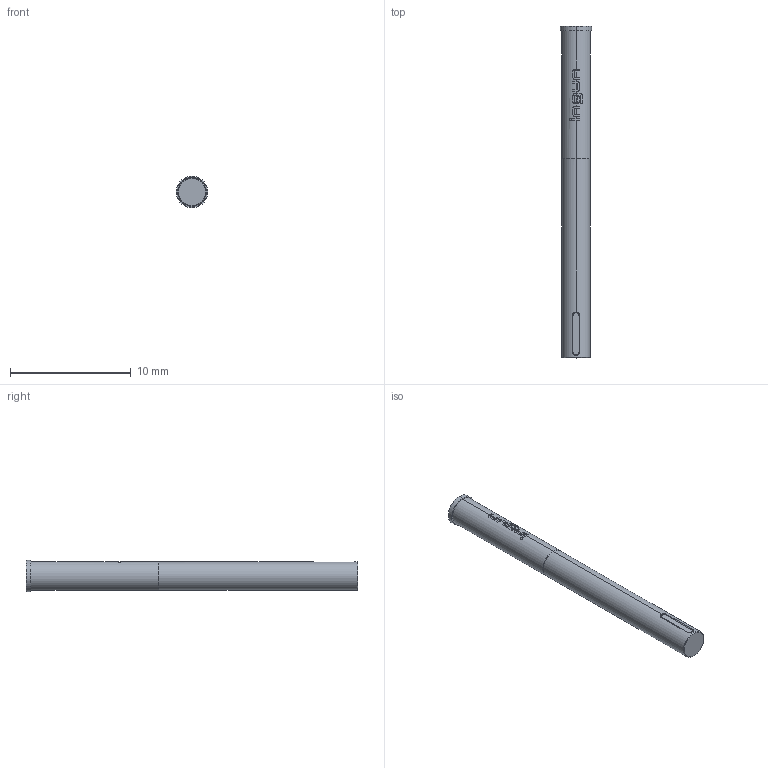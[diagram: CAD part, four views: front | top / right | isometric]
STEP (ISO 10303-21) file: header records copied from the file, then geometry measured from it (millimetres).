
FILE_DESCRIPTION (( 'STEP AP203' ), '1' );
FILE_NAME ('INGUN_KS-200.STEP', '2022-02-09T05:23:28', ( 'ochi' ), ( '' ), 'SwSTEP 2.0', 'SolidWorks 2018', '' );
FILE_SCHEMA (( 'CONFIG_CONTROL_DESIGN' ));
Length unit declared in the file: millimetre
Products named in the file (1): INGUN_KS-200
Bounding box: 2.6 x 27.5 x 2.6 mm (x, y, z)
Volume: 122.7 mm3; surface area: 216.7 mm2
Topology: 1 solids, 1 shells, 105 faces, 293 edges, 192 vertices
Faces by surface type: plane 44, cylinder 29, bspline 28, cone 4
Entity records: 3858 total; most frequent: CARTESIAN_POINT 1263, ORIENTED_EDGE 586, DIRECTION 457, EDGE_CURVE 293, VERTEX_POINT 192, AXIS2_PLACEMENT_3D 182, EDGE_LOOP 107, ADVANCED_FACE 105
